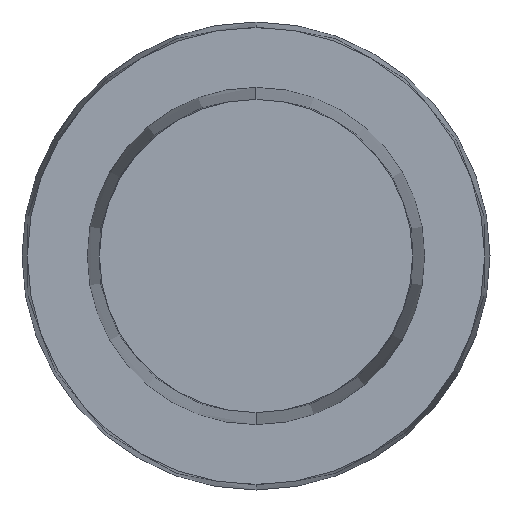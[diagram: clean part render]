
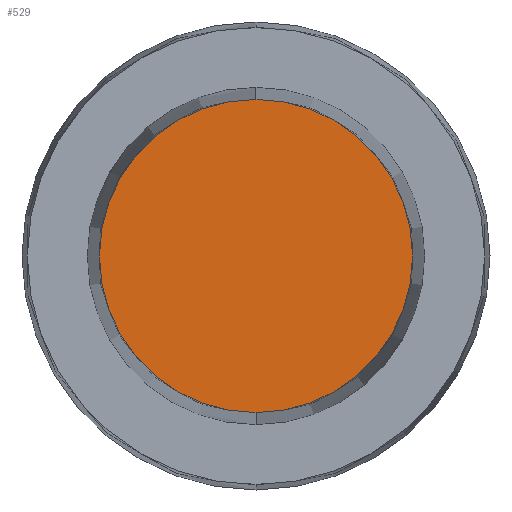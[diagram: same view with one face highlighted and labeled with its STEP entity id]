
A CAD part, front view. The second image highlights one B-rep face of the part: STEP entity #529.
In plain terms, the highlighted planar face has unit normal (0, -1, 0).
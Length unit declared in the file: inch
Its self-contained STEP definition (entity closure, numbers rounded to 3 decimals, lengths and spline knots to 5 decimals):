
#50 = EDGE_CURVE ( 'NONE', #848, #384, #515, .T. ) ;
#77 = DIRECTION ( 'NONE',  ( 0., 0., -1. ) ) ;
#94 = CIRCLE ( 'NONE', #170, 0.05119 ) ;
#97 = DIRECTION ( 'NONE',  ( 0., 0., -1. ) ) ;
#163 = EDGE_CURVE ( 'NONE', #384, #848, #94, .T. ) ;
#170 = AXIS2_PLACEMENT_3D ( 'NONE', #568, #789, #97 ) ;
#316 = AXIS2_PLACEMENT_3D ( 'NONE', #520, #837, #77 ) ;
#323 = AXIS2_PLACEMENT_3D ( 'NONE', #754, #379, #385 ) ;
#379 = DIRECTION ( 'NONE',  ( 0., -1., 0. ) ) ;
#384 = VERTEX_POINT ( 'NONE', #805 ) ;
#385 = DIRECTION ( 'NONE',  ( 0., 0., -1. ) ) ;
#391 = EDGE_LOOP ( 'NONE', ( #402, #743 ) ) ;
#402 = ORIENTED_EDGE ( 'NONE', *, *, #163, .T. ) ;
#412 = CARTESIAN_POINT ( 'NONE',  ( 0., -0.45, 0.05119 ) ) ;
#515 = CIRCLE ( 'NONE', #323, 0.05119 ) ;
#520 = CARTESIAN_POINT ( 'NONE',  ( 0., -0.45, 0. ) ) ;
#529 = ADVANCED_FACE ( 'NONE', ( #530 ), #756, .T. ) ;
#530 = FACE_OUTER_BOUND ( 'NONE', #391, .T. ) ;
#568 = CARTESIAN_POINT ( 'NONE',  ( 0., -0.45, 0. ) ) ;
#743 = ORIENTED_EDGE ( 'NONE', *, *, #50, .T. ) ;
#754 = CARTESIAN_POINT ( 'NONE',  ( 0., -0.45, 0. ) ) ;
#756 = PLANE ( 'NONE',  #316 ) ;
#789 = DIRECTION ( 'NONE',  ( 0., -1., 0. ) ) ;
#805 = CARTESIAN_POINT ( 'NONE',  ( 0., -0.45, -0.05119 ) ) ;
#837 = DIRECTION ( 'NONE',  ( 0., -1., 0. ) ) ;
#848 = VERTEX_POINT ( 'NONE', #412 ) ;
